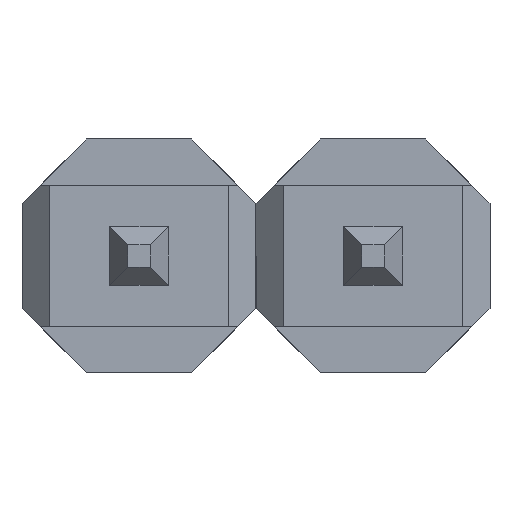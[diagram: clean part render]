
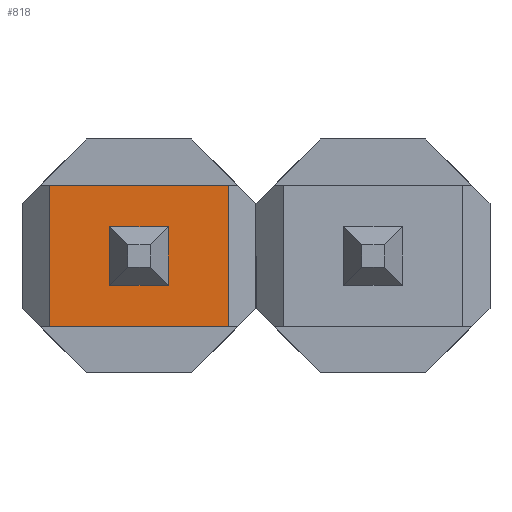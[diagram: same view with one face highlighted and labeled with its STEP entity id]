
A CAD part, front view. The second image highlights one B-rep face of the part: STEP entity #818.
In plain terms, the highlighted planar face has unit normal (0, -1, 0).
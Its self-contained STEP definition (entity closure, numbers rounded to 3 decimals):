
#35 = VECTOR ( 'NONE', #817, 1000. ) ;
#103 = CARTESIAN_POINT ( 'NONE',  ( 0.97, 0.8, 0. ) ) ;
#135 = VERTEX_POINT ( 'NONE', #860 ) ;
#162 = FACE_OUTER_BOUND ( 'NONE', #1027, .T. ) ;
#177 = CARTESIAN_POINT ( 'NONE',  ( -0.97, 0.8, -0.77 ) ) ;
#242 = EDGE_CURVE ( 'NONE', #347, #1320, #1122, .T. ) ;
#245 = VECTOR ( 'NONE', #1101, 1000. ) ;
#347 = VERTEX_POINT ( 'NONE', #1055 ) ;
#362 = LINE ( 'NONE', #1159, #409 ) ;
#365 = ORIENTED_EDGE ( 'NONE', *, *, #242, .F. ) ;
#409 = VECTOR ( 'NONE', #1034, 1000. ) ;
#500 = CARTESIAN_POINT ( 'NONE',  ( 0.97, 0.8, -0.77 ) ) ;
#533 = CARTESIAN_POINT ( 'NONE',  ( -0.97, 0.8, 0. ) ) ;
#549 = VECTOR ( 'NONE', #990, 1000. ) ;
#582 = VERTEX_POINT ( 'NONE', #177 ) ;
#633 = DIRECTION ( 'NONE',  ( 0., 0., 1. ) ) ;
#641 = EDGE_CURVE ( 'NONE', #347, #582, #675, .T. ) ;
#675 = LINE ( 'NONE', #533, #245 ) ;
#758 = AXIS2_PLACEMENT_3D ( 'NONE', #500, #1277, #633 ) ;
#773 = ORIENTED_EDGE ( 'NONE', *, *, #1185, .T. ) ;
#817 = DIRECTION ( 'NONE',  ( 1., 0., 0. ) ) ;
#818 = ADVANCED_FACE ( 'NONE', ( #162 ), #1400, .T. ) ;
#825 = CARTESIAN_POINT ( 'NONE',  ( 0., 0.8, 0.77 ) ) ;
#860 = CARTESIAN_POINT ( 'NONE',  ( 0.97, 0.8, -0.77 ) ) ;
#990 = DIRECTION ( 'NONE',  ( 0., 0., 1. ) ) ;
#998 = CARTESIAN_POINT ( 'NONE',  ( 0.97, 0.8, 0.77 ) ) ;
#1027 = EDGE_LOOP ( 'NONE', ( #773, #365, #1119, #1059 ) ) ;
#1034 = DIRECTION ( 'NONE',  ( 1., 0., 0. ) ) ;
#1055 = CARTESIAN_POINT ( 'NONE',  ( -0.97, 0.8, 0.77 ) ) ;
#1059 = ORIENTED_EDGE ( 'NONE', *, *, #1075, .T. ) ;
#1075 = EDGE_CURVE ( 'NONE', #582, #135, #362, .T. ) ;
#1101 = DIRECTION ( 'NONE',  ( 0., 0., -1. ) ) ;
#1119 = ORIENTED_EDGE ( 'NONE', *, *, #641, .T. ) ;
#1122 = LINE ( 'NONE', #825, #35 ) ;
#1159 = CARTESIAN_POINT ( 'NONE',  ( 0., 0.8, -0.77 ) ) ;
#1185 = EDGE_CURVE ( 'NONE', #135, #1320, #1307, .T. ) ;
#1277 = DIRECTION ( 'NONE',  ( 0., -1., 0. ) ) ;
#1307 = LINE ( 'NONE', #103, #549 ) ;
#1320 = VERTEX_POINT ( 'NONE', #998 ) ;
#1400 = PLANE ( 'NONE',  #758 ) ;
